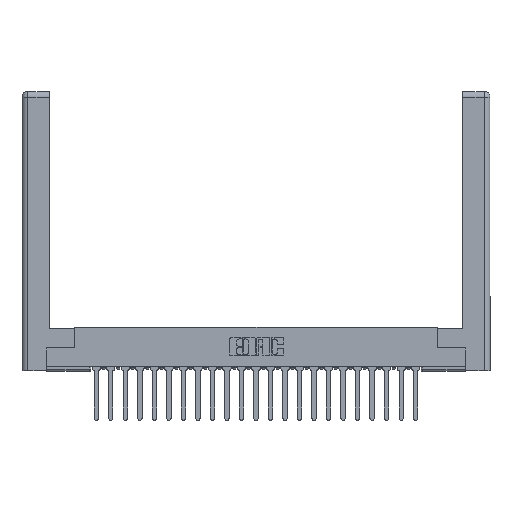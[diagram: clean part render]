
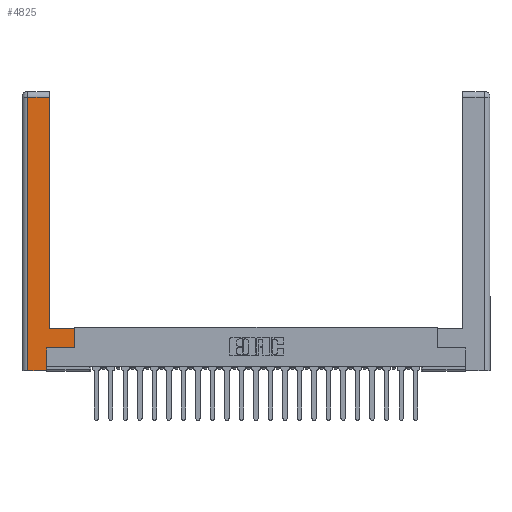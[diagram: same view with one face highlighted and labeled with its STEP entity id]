
A CAD part, top view. The second image highlights one B-rep face of the part: STEP entity #4825.
In plain terms, the highlighted planar face has unit normal (0, 0, 1).
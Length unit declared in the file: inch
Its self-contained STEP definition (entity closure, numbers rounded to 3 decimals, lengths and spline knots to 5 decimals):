
#818 = DIRECTION ( 'NONE',  ( -1., 0., 0. ) ) ;
#856 = CARTESIAN_POINT ( 'NONE',  ( 0.295, 2.94, 0. ) ) ;
#947 = DIRECTION ( 'NONE',  ( 0., -1., 0. ) ) ;
#1151 = EDGE_CURVE ( 'NONE', #6865, #4047, #13663, .T. ) ;
#1498 = EDGE_CURVE ( 'NONE', #4047, #25204, #3539, .T. ) ;
#1560 = AXIS2_PLACEMENT_3D ( 'NONE', #18281, #4677, #818 ) ;
#1814 = VECTOR ( 'NONE', #947, 39.37008 ) ;
#1931 = CARTESIAN_POINT ( 'NONE',  ( 0.565, 0.245, 0. ) ) ;
#2343 = LINE ( 'NONE', #9313, #16409 ) ;
#3254 = ORIENTED_EDGE ( 'NONE', *, *, #1498, .T. ) ;
#3346 = ORIENTED_EDGE ( 'NONE', *, *, #13245, .T. ) ;
#3539 = LINE ( 'NONE', #18690, #10863 ) ;
#3846 = ORIENTED_EDGE ( 'NONE', *, *, #12809, .T. ) ;
#4047 = VERTEX_POINT ( 'NONE', #22851 ) ;
#4187 = LINE ( 'NONE', #1931, #11251 ) ;
#4677 = DIRECTION ( 'NONE',  ( 0., 0., -1. ) ) ;
#4825 = ADVANCED_FACE ( 'NONE', ( #15220 ), #16563, .F. ) ;
#4896 = VERTEX_POINT ( 'NONE', #12639 ) ;
#5227 = VERTEX_POINT ( 'NONE', #12125 ) ;
#5834 = DIRECTION ( 'NONE',  ( 1., 0., 0. ) ) ;
#6094 = DIRECTION ( 'NONE',  ( 1., 0., 0. ) ) ;
#6453 = CARTESIAN_POINT ( 'NONE',  ( 0.0615, 2.94, 0. ) ) ;
#6865 = VERTEX_POINT ( 'NONE', #25098 ) ;
#7015 = LINE ( 'NONE', #24352, #1814 ) ;
#7199 = CARTESIAN_POINT ( 'NONE',  ( 0.265, 0.245, 0. ) ) ;
#7587 = LINE ( 'NONE', #17380, #9410 ) ;
#7892 = ORIENTED_EDGE ( 'NONE', *, *, #18931, .T. ) ;
#7922 = VECTOR ( 'NONE', #15934, 39.37008 ) ;
#9313 = CARTESIAN_POINT ( 'NONE',  ( 0.565, 0.45, 0. ) ) ;
#9385 = DIRECTION ( 'NONE',  ( 0., 1., 0. ) ) ;
#9410 = VECTOR ( 'NONE', #5834, 39.37008 ) ;
#9571 = ORIENTED_EDGE ( 'NONE', *, *, #1151, .T. ) ;
#10863 = VECTOR ( 'NONE', #19819, 39.37008 ) ;
#11251 = VECTOR ( 'NONE', #6094, 39.37008 ) ;
#11772 = CARTESIAN_POINT ( 'NONE',  ( 0.265, 0.245, 0. ) ) ;
#12125 = CARTESIAN_POINT ( 'NONE',  ( 0.0615, 0., 0. ) ) ;
#12466 = EDGE_CURVE ( 'NONE', #12915, #5227, #7015, .T. ) ;
#12577 = VECTOR ( 'NONE', #24223, 39.37008 ) ;
#12639 = CARTESIAN_POINT ( 'NONE',  ( 0.565, 0.245, 0. ) ) ;
#12809 = EDGE_CURVE ( 'NONE', #16389, #16223, #21385, .T. ) ;
#12915 = VERTEX_POINT ( 'NONE', #6453 ) ;
#13199 = LINE ( 'NONE', #24318, #12577 ) ;
#13245 = EDGE_CURVE ( 'NONE', #5227, #16389, #7587, .T. ) ;
#13663 = LINE ( 'NONE', #17763, #22212 ) ;
#14000 = ORIENTED_EDGE ( 'NONE', *, *, #16488, .T. ) ;
#14080 = DIRECTION ( 'NONE',  ( -1., 0., 0. ) ) ;
#14464 = ORIENTED_EDGE ( 'NONE', *, *, #19914, .T. ) ;
#15220 = FACE_OUTER_BOUND ( 'NONE', #15316, .T. ) ;
#15316 = EDGE_LOOP ( 'NONE', ( #3254, #14000, #19651, #3346, #3846, #7892, #14464, #9571 ) ) ;
#15934 = DIRECTION ( 'NONE',  ( 0., 1., 0. ) ) ;
#16223 = VERTEX_POINT ( 'NONE', #7199 ) ;
#16389 = VERTEX_POINT ( 'NONE', #19514 ) ;
#16409 = VECTOR ( 'NONE', #9385, 39.37008 ) ;
#16488 = EDGE_CURVE ( 'NONE', #25204, #12915, #13199, .T. ) ;
#16563 = PLANE ( 'NONE',  #1560 ) ;
#17380 = CARTESIAN_POINT ( 'NONE',  ( 0.265, 0., 0. ) ) ;
#17763 = CARTESIAN_POINT ( 'NONE',  ( 0.295, 0.45, 0. ) ) ;
#18281 = CARTESIAN_POINT ( 'NONE',  ( 0., 0., 0. ) ) ;
#18690 = CARTESIAN_POINT ( 'NONE',  ( 0.295, 3., 0. ) ) ;
#18931 = EDGE_CURVE ( 'NONE', #16223, #4896, #4187, .T. ) ;
#19514 = CARTESIAN_POINT ( 'NONE',  ( 0.265, 0., 0. ) ) ;
#19651 = ORIENTED_EDGE ( 'NONE', *, *, #12466, .T. ) ;
#19819 = DIRECTION ( 'NONE',  ( 0., 1., 0. ) ) ;
#19914 = EDGE_CURVE ( 'NONE', #4896, #6865, #2343, .T. ) ;
#21385 = LINE ( 'NONE', #11772, #7922 ) ;
#22212 = VECTOR ( 'NONE', #14080, 39.37008 ) ;
#22851 = CARTESIAN_POINT ( 'NONE',  ( 0.295, 0.45, 0. ) ) ;
#24223 = DIRECTION ( 'NONE',  ( -1., 0., 0. ) ) ;
#24318 = CARTESIAN_POINT ( 'NONE',  ( 0.0615, 2.94, 0. ) ) ;
#24352 = CARTESIAN_POINT ( 'NONE',  ( 0.0615, 0., 0. ) ) ;
#25098 = CARTESIAN_POINT ( 'NONE',  ( 0.565, 0.45, 0. ) ) ;
#25204 = VERTEX_POINT ( 'NONE', #856 ) ;
